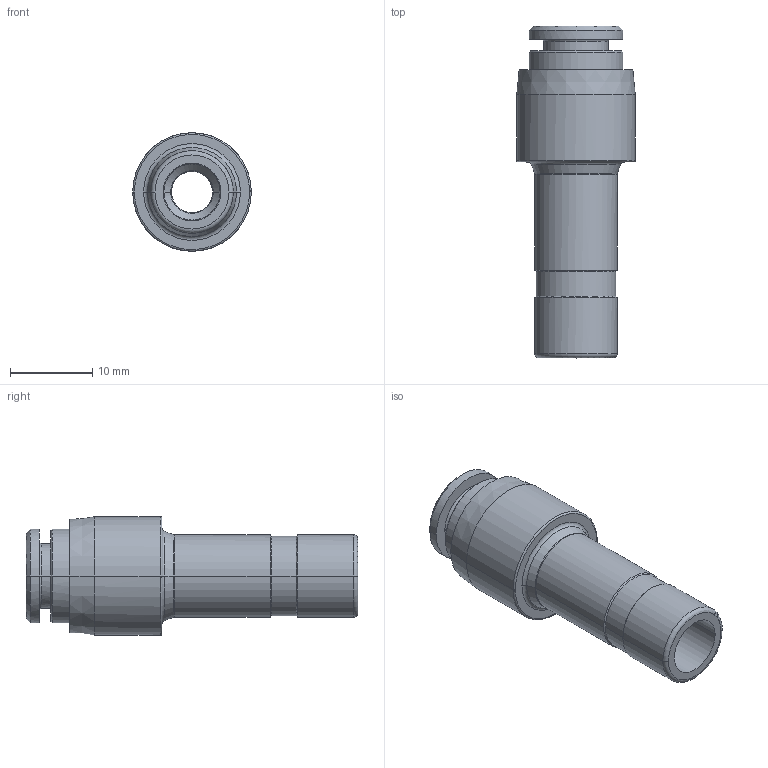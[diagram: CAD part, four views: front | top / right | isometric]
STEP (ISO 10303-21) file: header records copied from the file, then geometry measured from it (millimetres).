
FILE_DESCRIPTION(('CATIA V5 STEP Exchange'),'2;1');
FILE_NAME('PN300B-10-06.stp','2018-04-14T17:45:11+00:00',('none'),('none'),'CATIA Version 5 Release 21 GA (IN-10)','CATIA V5 STEP AP203','none');
FILE_SCHEMA(('CONFIG_CONTROL_DESIGN'));
Length unit declared in the file: millimetre
Products named in the file (1): PN300B-10-06
Bounding box: 14.4 x 40.3 x 14.4 mm (x, y, z)
Volume: 2739.7 mm3; surface area: 2581.6 mm2
Topology: 1 solids, 1 shells, 183 faces, 461 edges, 294 vertices
Faces by surface type: plane 119, torus 28, cylinder 20, cone 16
Entity records: 5483 total; most frequent: CARTESIAN_POINT 1123, ORIENTED_EDGE 922, DIRECTION 796, EDGE_CURVE 461, VECTOR 345, LINE 345, VERTEX_POINT 294, AXIS2_PLACEMENT_3D 277
